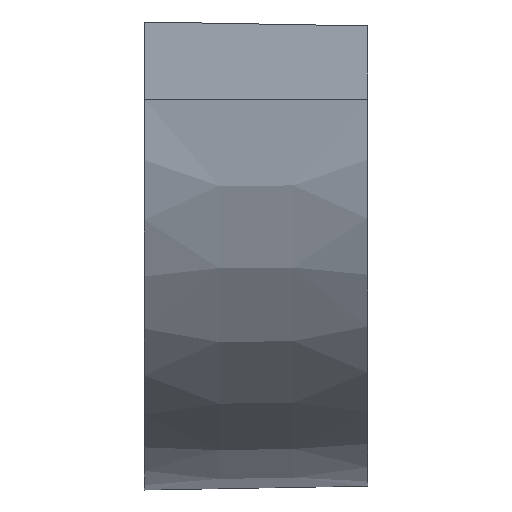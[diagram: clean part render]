
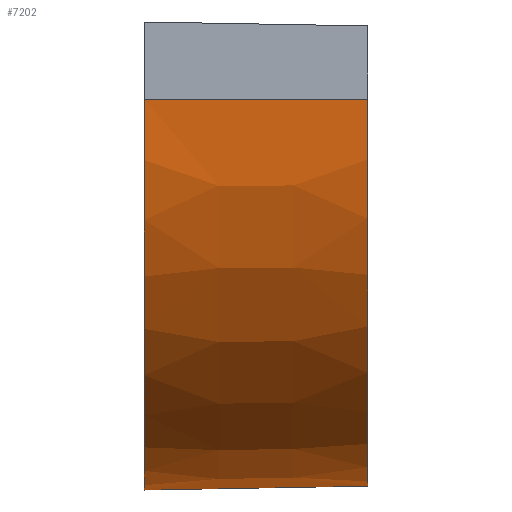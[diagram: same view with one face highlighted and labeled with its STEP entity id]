
A CAD part, left-side view. The second image highlights one B-rep face of the part: STEP entity #7202.
In plain terms, the highlighted conical face has half-angle 1 degrees and reference radius 29.1 mm.
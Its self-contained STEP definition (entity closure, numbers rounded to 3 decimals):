
#105 = VERTEX_POINT ( 'NONE', #6965 ) ;
#270 = EDGE_CURVE ( 'NONE', #9636, #8666, #1720, .T. ) ;
#618 = AXIS2_PLACEMENT_3D ( 'NONE', #8277, #2930, #9157 ) ;
#1547 = CARTESIAN_POINT ( 'NONE',  ( 0., -8.4, -5.5 ) ) ;
#1704 = DIRECTION ( 'NONE',  ( 0., 0., -1. ) ) ;
#1720 = LINE ( 'NONE', #2096, #1971 ) ;
#1902 = AXIS2_PLACEMENT_3D ( 'NONE', #11282, #3455, #1704 ) ;
#1971 = VECTOR ( 'NONE', #9194, 1000. ) ;
#1995 = DIRECTION ( 'NONE',  ( 0., -1., 0.017 ) ) ;
#2096 = CARTESIAN_POINT ( 'NONE',  ( 0., -8.4, -5.5 ) ) ;
#2776 = CIRCLE ( 'NONE', #618, 29.1 ) ;
#2791 = CIRCLE ( 'NONE', #2886, 29.393 ) ;
#2886 = AXIS2_PLACEMENT_3D ( 'NONE', #4732, #10843, #5654 ) ;
#2930 = DIRECTION ( 'NONE',  ( 0., 1., 0. ) ) ;
#3455 = DIRECTION ( 'NONE',  ( 0., 1., 0. ) ) ;
#3674 = LINE ( 'NONE', #7317, #6347 ) ;
#4118 = EDGE_CURVE ( 'NONE', #105, #4801, #3674, .T. ) ;
#4732 = CARTESIAN_POINT ( 'NONE',  ( 29.1, 8.4, -5.5 ) ) ;
#4762 = ORIENTED_EDGE ( 'NONE', *, *, #8901, .T. ) ;
#4801 = VERTEX_POINT ( 'NONE', #7122 ) ;
#5120 = CONICAL_SURFACE ( 'NONE', #1902, 29.1, 0.017 ) ;
#5654 = DIRECTION ( 'NONE',  ( 0., 0., -1. ) ) ;
#5826 = EDGE_CURVE ( 'NONE', #105, #9636, #2791, .T. ) ;
#6164 = ORIENTED_EDGE ( 'NONE', *, *, #270, .F. ) ;
#6207 = ORIENTED_EDGE ( 'NONE', *, *, #5826, .F. ) ;
#6347 = VECTOR ( 'NONE', #1995, 1000. ) ;
#6871 = CARTESIAN_POINT ( 'NONE',  ( -0.293, 8.4, -5.5 ) ) ;
#6965 = CARTESIAN_POINT ( 'NONE',  ( 29.1, 8.4, -34.893 ) ) ;
#7122 = CARTESIAN_POINT ( 'NONE',  ( 29.1, -8.4, -34.6 ) ) ;
#7202 = ADVANCED_FACE ( 'NONE', ( #10341 ), #5120, .T. ) ;
#7317 = CARTESIAN_POINT ( 'NONE',  ( 29.1, -8.4, -34.6 ) ) ;
#8277 = CARTESIAN_POINT ( 'NONE',  ( 29.1, -8.4, -5.5 ) ) ;
#8666 = VERTEX_POINT ( 'NONE', #1547 ) ;
#8901 = EDGE_CURVE ( 'NONE', #4801, #8666, #2776, .T. ) ;
#9157 = DIRECTION ( 'NONE',  ( 0., 0., -1. ) ) ;
#9194 = DIRECTION ( 'NONE',  ( 0.017, -1., 0. ) ) ;
#9603 = ORIENTED_EDGE ( 'NONE', *, *, #4118, .T. ) ;
#9636 = VERTEX_POINT ( 'NONE', #6871 ) ;
#10341 = FACE_OUTER_BOUND ( 'NONE', #11155, .T. ) ;
#10843 = DIRECTION ( 'NONE',  ( 0., 1., 0. ) ) ;
#11155 = EDGE_LOOP ( 'NONE', ( #4762, #6164, #6207, #9603 ) ) ;
#11282 = CARTESIAN_POINT ( 'NONE',  ( 29.1, -8.4, -5.5 ) ) ;
